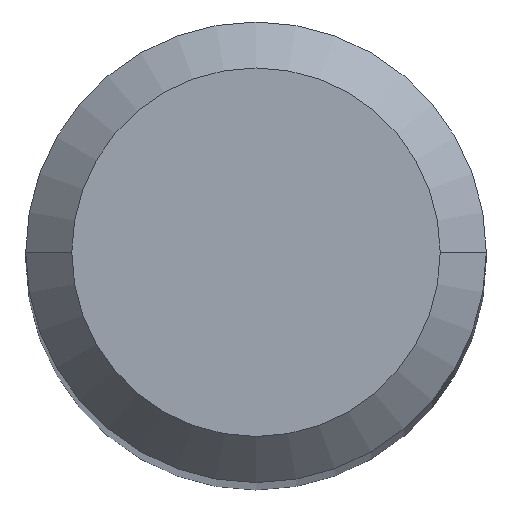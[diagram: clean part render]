
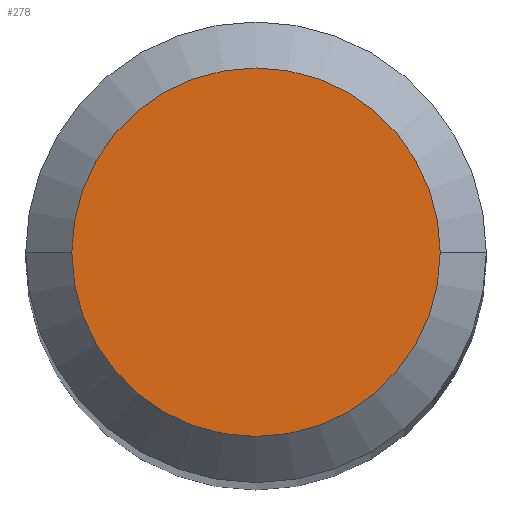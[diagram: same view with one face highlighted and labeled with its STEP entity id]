
A CAD part, top view. The second image highlights one B-rep face of the part: STEP entity #278.
In plain terms, the highlighted planar face has unit normal (0, 0, 1).
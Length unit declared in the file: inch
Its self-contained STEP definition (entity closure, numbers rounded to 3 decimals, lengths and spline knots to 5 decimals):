
#1 = VERTEX_POINT ( 'NONE', #168 ) ;
#105 = CARTESIAN_POINT ( 'NONE',  ( 0., 0., 0. ) ) ;
#120 = CIRCLE ( 'NONE', #208, 0.04724 ) ;
#129 = EDGE_CURVE ( 'NONE', #1, #463, #149, .T. ) ;
#143 = CARTESIAN_POINT ( 'NONE',  ( 0., 0., 0. ) ) ;
#149 = CIRCLE ( 'NONE', #450, 0.04724 ) ;
#162 = ORIENTED_EDGE ( 'NONE', *, *, #129, .T. ) ;
#168 = CARTESIAN_POINT ( 'NONE',  ( -0.04724, 0., 0. ) ) ;
#202 = EDGE_CURVE ( 'NONE', #463, #1, #120, .T. ) ;
#208 = AXIS2_PLACEMENT_3D ( 'NONE', #381, #454, #390 ) ;
#221 = EDGE_LOOP ( 'NONE', ( #162, #489 ) ) ;
#238 = FACE_OUTER_BOUND ( 'NONE', #221, .T. ) ;
#252 = DIRECTION ( 'NONE',  ( -1., 0., 0. ) ) ;
#259 = DIRECTION ( 'NONE',  ( 1., 0., 0. ) ) ;
#278 = ADVANCED_FACE ( 'NONE', ( #238 ), #448, .F. ) ;
#288 = AXIS2_PLACEMENT_3D ( 'NONE', #105, #292, #252 ) ;
#292 = DIRECTION ( 'NONE',  ( 0., 0., -1. ) ) ;
#301 = DIRECTION ( 'NONE',  ( 0., 0., 1. ) ) ;
#381 = CARTESIAN_POINT ( 'NONE',  ( 0., 0., 0. ) ) ;
#390 = DIRECTION ( 'NONE',  ( 1., 0., 0. ) ) ;
#441 = CARTESIAN_POINT ( 'NONE',  ( 0.04724, 0., 0. ) ) ;
#448 = PLANE ( 'NONE',  #288 ) ;
#450 = AXIS2_PLACEMENT_3D ( 'NONE', #143, #301, #259 ) ;
#454 = DIRECTION ( 'NONE',  ( 0., 0., 1. ) ) ;
#463 = VERTEX_POINT ( 'NONE', #441 ) ;
#489 = ORIENTED_EDGE ( 'NONE', *, *, #202, .T. ) ;
